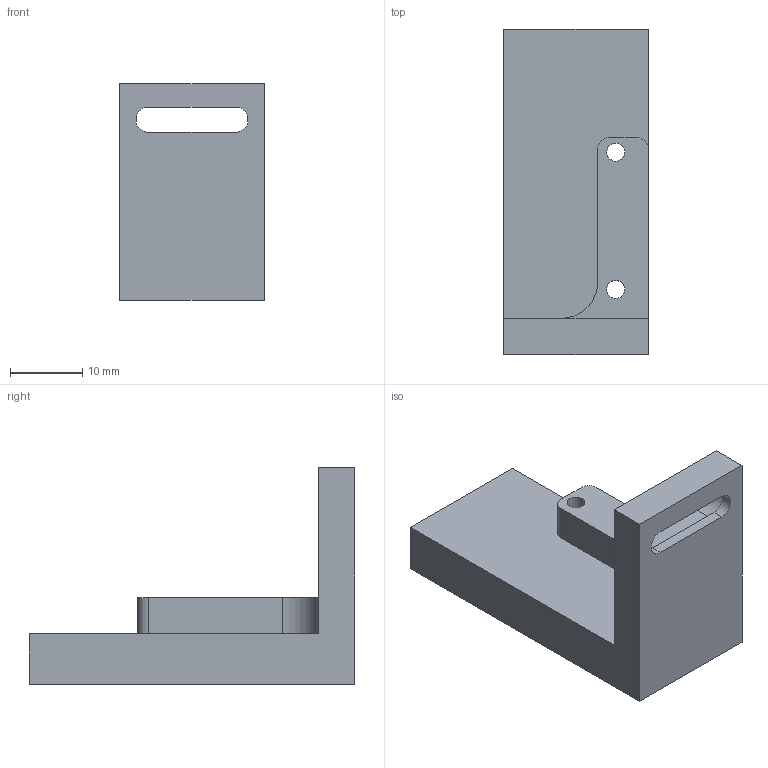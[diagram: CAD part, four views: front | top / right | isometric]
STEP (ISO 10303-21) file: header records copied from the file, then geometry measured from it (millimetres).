
FILE_DESCRIPTION(/* description */ (''),/* implementation_level */ '2;1');
FILE_NAME(/* name */ 'endschalterhalter v1.step',/* time_stamp */ '2020-01-23T18:46:27+01:00',/* author */ (''),/* organization */ (''),/* preprocessor_version */ 'ST-DEVELOPER v18',/* originating_system */ 'Autodesk Translation Framework v8.6.0.1094',/* authorisation */ '');
FILE_SCHEMA (('AUTOMOTIVE_DESIGN { 1 0 10303 214 3 1 1 }'));
Length unit declared in the file: millimetre
Products named in the file (1): endschalterhalter
Bounding box: 20 x 45 x 30 mm (x, y, z)
Volume: 8950.8 mm3; surface area: 4360.9 mm2
Topology: 1 solids, 1 shells, 25 faces, 70 edges, 48 vertices
Faces by surface type: plane 16, cylinder 9
Full cylindrical faces by diameter (mm): 2.5 x2
Entity records: 872 total; most frequent: DIRECTION 144, CARTESIAN_POINT 144, ORIENTED_EDGE 140, EDGE_CURVE 70, LINE 48, VECTOR 48, VERTEX_POINT 48, AXIS2_PLACEMENT_3D 48
